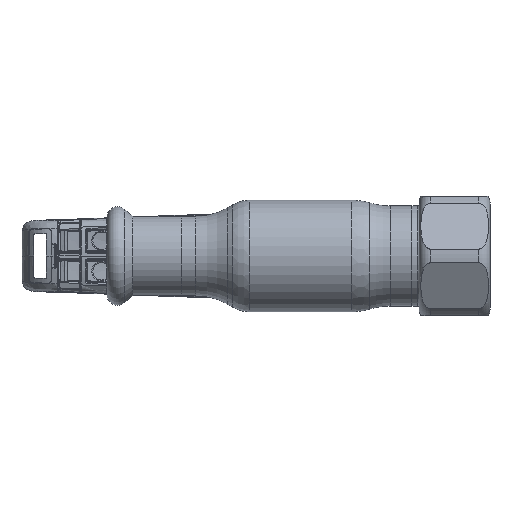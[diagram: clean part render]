
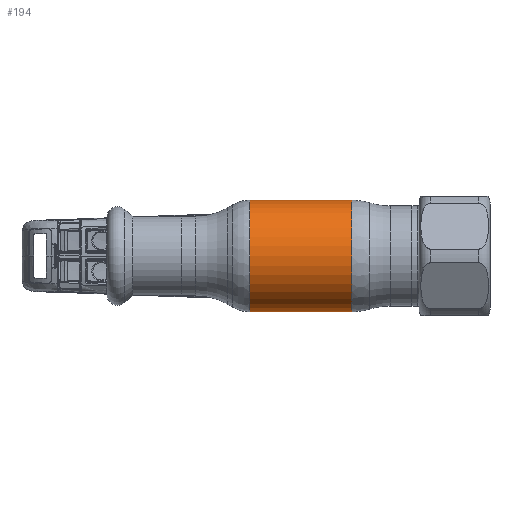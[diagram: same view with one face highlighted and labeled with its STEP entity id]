
A CAD part, front view. The second image highlights one B-rep face of the part: STEP entity #194.
In plain terms, the highlighted cylindrical face has radius 15 mm (diameter 30 mm), a partial arc.
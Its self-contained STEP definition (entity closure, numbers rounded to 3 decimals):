
#194 = ADVANCED_FACE ( 'NONE', ( #16757 ), #51722, .T. ) ;
#2128 = VERTEX_POINT ( 'NONE', #52420 ) ;
#5322 = EDGE_CURVE ( 'NONE', #2128, #40428, #7427, .T. ) ;
#6348 = LINE ( 'NONE', #42819, #29177 ) ;
#6361 = DIRECTION ( 'NONE',  ( -1., 0., 0. ) ) ;
#7427 = CIRCLE ( 'NONE', #39263, 15. ) ;
#9810 = EDGE_LOOP ( 'NONE', ( #46490, #62569, #18829, #35464 ) ) ;
#14440 = CARTESIAN_POINT ( 'NONE',  ( 13.909, 0., 15. ) ) ;
#16597 = CARTESIAN_POINT ( 'NONE',  ( -13.588, 0., -15. ) ) ;
#16757 = FACE_OUTER_BOUND ( 'NONE', #9810, .T. ) ;
#17522 = CARTESIAN_POINT ( 'NONE',  ( -62.69, 0., 15. ) ) ;
#17644 = EDGE_CURVE ( 'NONE', #23778, #23477, #29113, .T. ) ;
#18829 = ORIENTED_EDGE ( 'NONE', *, *, #46873, .T. ) ;
#23477 = VERTEX_POINT ( 'NONE', #52966 ) ;
#23778 = VERTEX_POINT ( 'NONE', #16597 ) ;
#27569 = DIRECTION ( 'NONE',  ( -1., 0., 0. ) ) ;
#28080 = CARTESIAN_POINT ( 'NONE',  ( -13.588, 0., 0. ) ) ;
#29113 = CIRCLE ( 'NONE', #41966, 15. ) ;
#29177 = VECTOR ( 'NONE', #27569, 1000. ) ;
#32134 = DIRECTION ( 'NONE',  ( -1., 0., 0. ) ) ;
#32947 = DIRECTION ( 'NONE',  ( -1., 0., 0. ) ) ;
#34556 = AXIS2_PLACEMENT_3D ( 'NONE', #59646, #6361, #55003 ) ;
#35464 = ORIENTED_EDGE ( 'NONE', *, *, #17644, .F. ) ;
#39263 = AXIS2_PLACEMENT_3D ( 'NONE', #40957, #60059, #46017 ) ;
#40428 = VERTEX_POINT ( 'NONE', #14440 ) ;
#40957 = CARTESIAN_POINT ( 'NONE',  ( 13.909, 0., 0. ) ) ;
#41966 = AXIS2_PLACEMENT_3D ( 'NONE', #28080, #32947, #57365 ) ;
#42153 = VECTOR ( 'NONE', #32134, 1000. ) ;
#42226 = EDGE_CURVE ( 'NONE', #2128, #23778, #6348, .T. ) ;
#42819 = CARTESIAN_POINT ( 'NONE',  ( -62.69, 0., -15. ) ) ;
#46017 = DIRECTION ( 'NONE',  ( 0., 0., 1. ) ) ;
#46490 = ORIENTED_EDGE ( 'NONE', *, *, #42226, .F. ) ;
#46873 = EDGE_CURVE ( 'NONE', #40428, #23477, #55093, .T. ) ;
#51722 = CYLINDRICAL_SURFACE ( 'NONE', #34556, 15. ) ;
#52420 = CARTESIAN_POINT ( 'NONE',  ( 13.909, 0., -15. ) ) ;
#52966 = CARTESIAN_POINT ( 'NONE',  ( -13.588, 0., 15. ) ) ;
#55003 = DIRECTION ( 'NONE',  ( 0., 0., 1. ) ) ;
#55093 = LINE ( 'NONE', #17522, #42153 ) ;
#57365 = DIRECTION ( 'NONE',  ( 0., 0., 1. ) ) ;
#59646 = CARTESIAN_POINT ( 'NONE',  ( -62.69, 0., 0. ) ) ;
#60059 = DIRECTION ( 'NONE',  ( -1., 0., 0. ) ) ;
#62569 = ORIENTED_EDGE ( 'NONE', *, *, #5322, .T. ) ;
